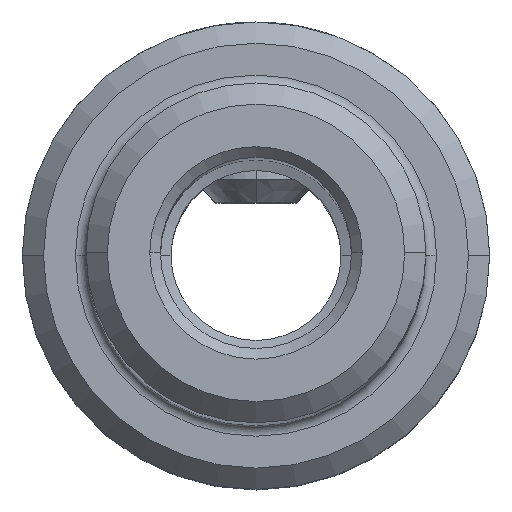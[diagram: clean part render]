
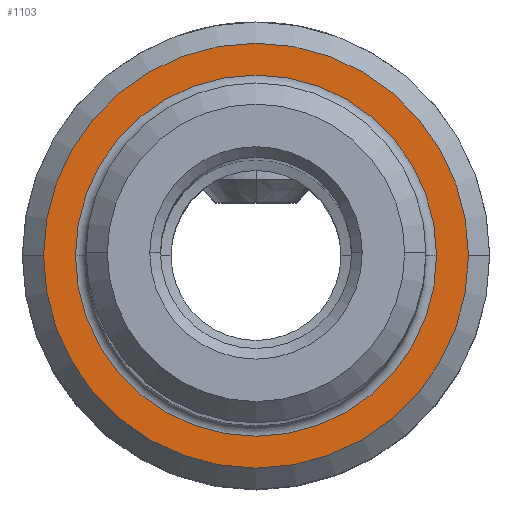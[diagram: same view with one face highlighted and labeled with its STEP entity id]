
A CAD part, top view. The second image highlights one B-rep face of the part: STEP entity #1103.
In plain terms, the highlighted planar face has unit normal (0, 0, 1).
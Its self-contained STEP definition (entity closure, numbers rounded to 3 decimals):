
#527=VERTEX_POINT('NONE',#1324);
#737=EDGE_CURVE('NONE',#527,#1007,#1555,.T.);
#749=VERTEX_POINT('NONE',#1568);
#909=VERTEX_POINT('NONE',#1744);
#979=EDGE_CURVE('NONE',#1007,#527,#1821,.T.);
#985=EDGE_CURVE('NONE',#749,#909,#1827,.T.);
#1007=VERTEX_POINT('NONE',#1851);
#1031=EDGE_CURVE('NONE',#909,#749,#1878,.T.);
#1103=ADVANCED_FACE('NONE',(#1963,#1964),#1965,.T.);
#1324=CARTESIAN_POINT('',(-10.0,0.0,25.0));
#1555=CIRCLE('',#2624,10.0);
#1568=CARTESIAN_POINT('',(-8.5,0.0,25.0));
#1744=CARTESIAN_POINT('',(8.5,0.,25.0));
#1821=CIRCLE('',#3086,10.0);
#1827=CIRCLE('',#3093,8.5);
#1851=CARTESIAN_POINT('',(10.0,0.,25.0));
#1878=CIRCLE('',#3227,8.5);
#1963=FACE_OUTER_BOUND('',#3334,.T.);
#1964=FACE_BOUND('',#3335,.T.);
#1965=PLANE('',#3336);
#2624=AXIS2_PLACEMENT_3D('',#3857,#3858,#3859);
#3086=AXIS2_PLACEMENT_3D('',#4166,#4167,#4168);
#3093=AXIS2_PLACEMENT_3D('',#4169,#4170,#4171);
#3227=AXIS2_PLACEMENT_3D('',#4228,#4229,#4230);
#3334=EDGE_LOOP('',(#4356,#4357));
#3335=EDGE_LOOP('',(#4358,#4359));
#3336=AXIS2_PLACEMENT_3D('',#4360,#4361,#4362);
#3857=CARTESIAN_POINT('',(0.0,0.0,25.0));
#3858=DIRECTION('',(0.0,0.0,-1.0));
#3859=DIRECTION('',(-1.0,0.0,0.0));
#4166=CARTESIAN_POINT('',(0.0,0.0,25.0));
#4167=DIRECTION('',(0.0,0.0,-1.0));
#4168=DIRECTION('',(-1.0,0.0,0.0));
#4169=CARTESIAN_POINT('',(0.0,0.0,25.0));
#4170=DIRECTION('',(0.0,0.0,-1.0));
#4171=DIRECTION('',(-1.0,0.0,0.0));
#4228=CARTESIAN_POINT('',(0.0,0.0,25.0));
#4229=DIRECTION('',(0.0,0.0,-1.0));
#4230=DIRECTION('',(-1.0,0.0,0.0));
#4356=ORIENTED_EDGE('',*,*,#737,.F.);
#4357=ORIENTED_EDGE('',*,*,#979,.F.);
#4358=ORIENTED_EDGE('',*,*,#985,.T.);
#4359=ORIENTED_EDGE('',*,*,#1031,.T.);
#4360=CARTESIAN_POINT('',(0.0,8.5,25.0));
#4361=DIRECTION('',(0.0,0.0,1.0));
#4362=DIRECTION('',(1.0,0.0,0.0));
